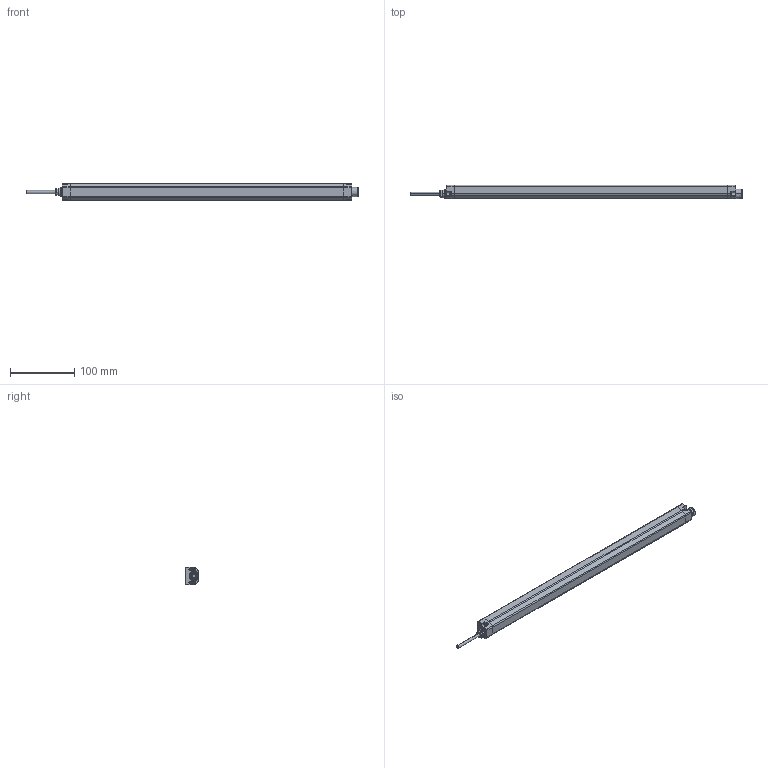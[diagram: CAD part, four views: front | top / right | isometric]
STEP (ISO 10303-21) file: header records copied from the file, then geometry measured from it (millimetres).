
FILE_DESCRIPTION((''),'2;1');
FILE_NAME('157896_SM01_ASM','2023-06-23T09:12:14',('banengservice'),('BANNER ENGINEERING'),'CREO PARAMETRIC BY PTC INC, 2022414','CREO PARAMETRIC BY PTC INC, 2022414','');
FILE_SCHEMA(('CONFIG_CONTROL_DESIGN'));
Length unit declared in the file: inch
Products named in the file (4): 157896_EP01; CABLE_190; 153169; 157896_SM01_ASM
Assembly tree (3 placements, depth 2):
  157896_SM01_ASM
    157896_EP01
    CABLE_190
    153169
Bounding box: 518.6 x 20.99 x 28 mm (x, y, z)
Volume: 242197.5 mm3; surface area: 46645.2 mm2
Topology: 3 solids, 3 shells, 595 faces, 1556 edges, 991 vertices
Faces by surface type: cylinder 237, plane 220, cone 88, torus 25, bspline 17, sphere 8
Entity records: 28292 total; most frequent: CARTESIAN_POINT 13388, DIRECTION 3188, ORIENTED_EDGE 3096, EDGE_CURVE 1548, AXIS2_PLACEMENT_3D 1203, VERTEX_POINT 991, VECTOR 782, LINE 782
